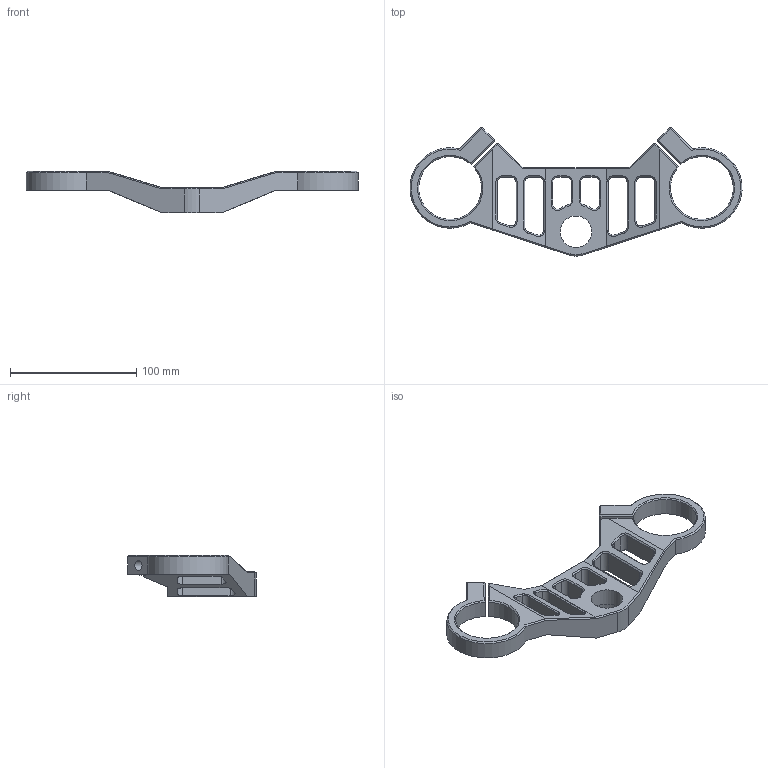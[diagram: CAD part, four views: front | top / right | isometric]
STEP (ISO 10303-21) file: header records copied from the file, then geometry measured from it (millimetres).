
FILE_DESCRIPTION(/* description */ (''),/* implementation_level */ '2;1');
FILE_NAME(/* name */ 'Té sup Triumph 675 Street Triple R 2010 Cyd ART v7.step',/* time_stamp */ '2021-05-15T02:33:32+02:00',/* author */ (''),/* organization */ (''),/* preprocessor_version */ 'ST-DEVELOPER v18.1',/* originating_system */ 'Autodesk Translation Framework v10.6.0.1341',/* authorisation */ '');
FILE_SCHEMA (('AUTOMOTIVE_DESIGN { 1 0 10303 214 3 1 1 }'));
Length unit declared in the file: millimetre
Products named in the file (1): Té sup Triumph 675 Street Triple R 2010 Cyd ART
Bounding box: 262.91 x 101.54 x 32.5 mm (x, y, z)
Volume: 140994.9 mm3; surface area: 46956.7 mm2
Topology: 1 solids, 1 shells, 189 faces, 492 edges, 308 vertices
Faces by surface type: plane 105, cylinder 37, bspline 32, cone 15
Full cylindrical faces by diameter (mm): 8 x4, 25 x1, 30.4 x1
Entity records: 6322 total; most frequent: CARTESIAN_POINT 1824, ORIENTED_EDGE 984, DIRECTION 809, EDGE_CURVE 492, LINE 347, VECTOR 347, VERTEX_POINT 308, AXIS2_PLACEMENT_3D 231
